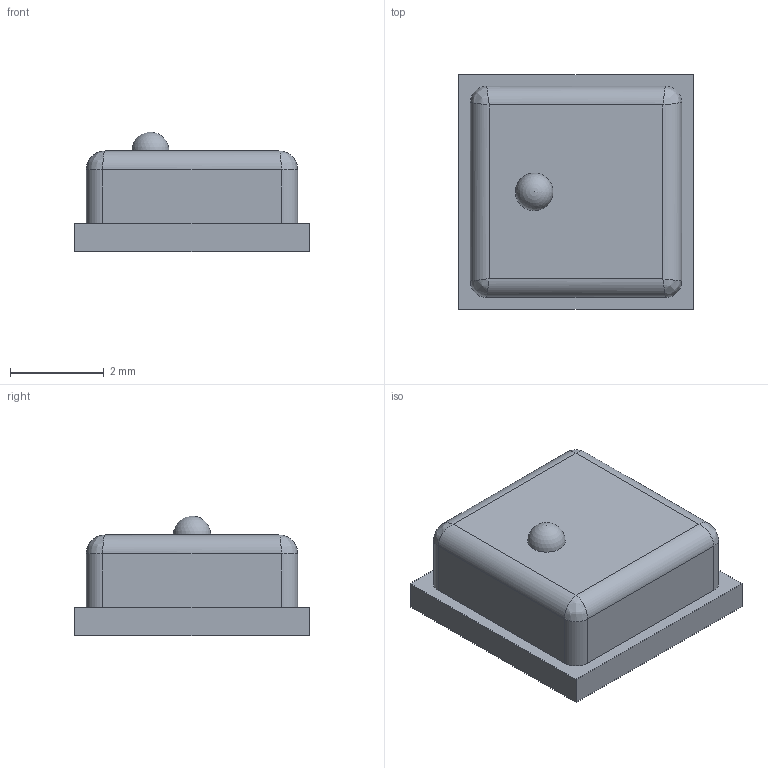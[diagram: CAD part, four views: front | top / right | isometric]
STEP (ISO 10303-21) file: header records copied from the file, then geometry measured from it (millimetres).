
FILE_DESCRIPTION(/* description */ (''),/* implementation_level */ '2;1');
FILE_NAME(/* name */ 'FMA-Sensor-Body.stp',/* time_stamp */ '2021-12-01T11:45:37+08:00',/* author */ ('ros'),/* organization */ (''),/* preprocessor_version */ 'ST-DEVELOPER v15.6',/* originating_system */ 'Autodesk Inventor 2015',/* authorisation */ '');
FILE_SCHEMA (('AUTOMOTIVE_DESIGN { 1 0 10303 214 3 1 1 }'));
Length unit declared in the file: millimetre
Products named in the file (1): FMA-Sensor-Body
Bounding box: 5 x 5 x 2.55 mm (x, y, z)
Volume: 45.8 mm3; surface area: 86.4 mm2
Topology: 1 solids, 1 shells, 24 faces, 56 edges, 31 vertices
Faces by surface type: plane 11, cylinder 8, bspline 4, sphere 1
Entity records: 743 total; most frequent: CARTESIAN_POINT 199, DIRECTION 108, ORIENTED_EDGE 98, EDGE_CURVE 49, AXIS2_PLACEMENT_3D 38, LINE 32, VECTOR 32, VERTEX_POINT 29
